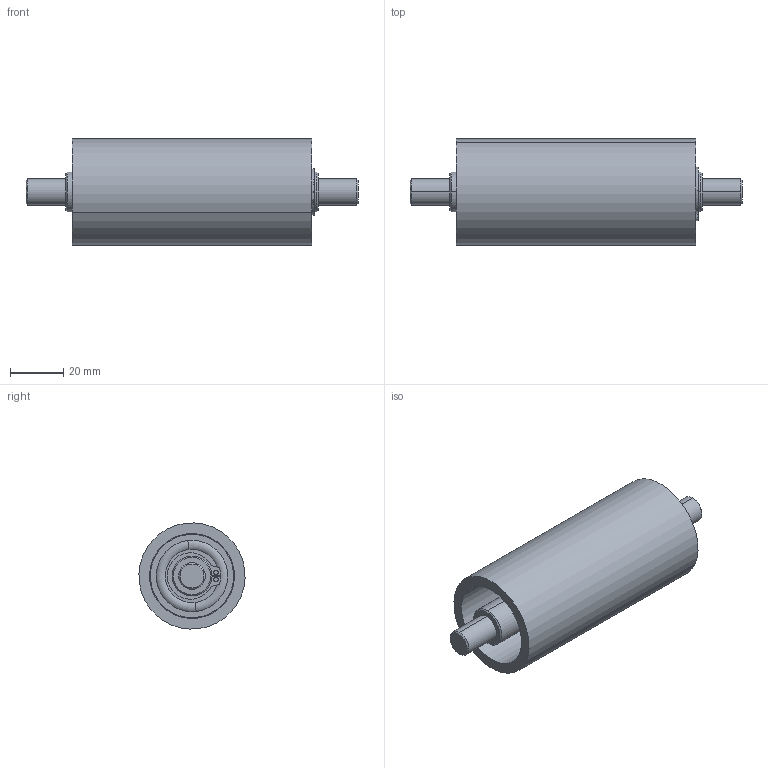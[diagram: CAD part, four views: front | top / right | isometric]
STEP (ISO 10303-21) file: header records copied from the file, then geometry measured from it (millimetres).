
FILE_DESCRIPTION (( 'STEP AP203' ), '1' );
FILE_NAME ('1036.STEP', '2025-06-17T14:07:17', ( '' ), ( '' ), 'SwSTEP 2.0', 'SolidWorks 2024', '' );
FILE_SCHEMA (( 'CONFIG_CONTROL_DESIGN' ));
Length unit declared in the file: millimetre
Products named in the file (5): circlip for shafts normal_din_Circlip DIN 471 - 15 x 1; radial ball bearing_68_din_DIN 625 - 6002 - 12,SI,NC,12_68; 73352; 1036; 50360
Assembly tree (6 placements, depth 2):
  1036
    50360
    radial ball bearing_68_din_DIN 625 - 6002 - 12,SI,NC,12_68  x2
    circlip for shafts normal_din_Circlip DIN 471 - 15 x 1  x2
    73352
Bounding box: 125 x 39.96 x 39.96 mm (x, y, z)
Volume: 84243.7 mm3; surface area: 34170.7 mm2
Topology: 6 solids, 6 shells, 148 faces, 326 edges, 204 vertices
Faces by surface type: cylinder 82, plane 34, torus 24, cone 8
Entity records: 3301 total; most frequent: DIRECTION 560, CARTESIAN_POINT 449, ORIENTED_EDGE 420, AXIS2_PLACEMENT_3D 243, EDGE_CURVE 210, CIRCLE 136, VERTEX_POINT 132, EDGE_LOOP 118
